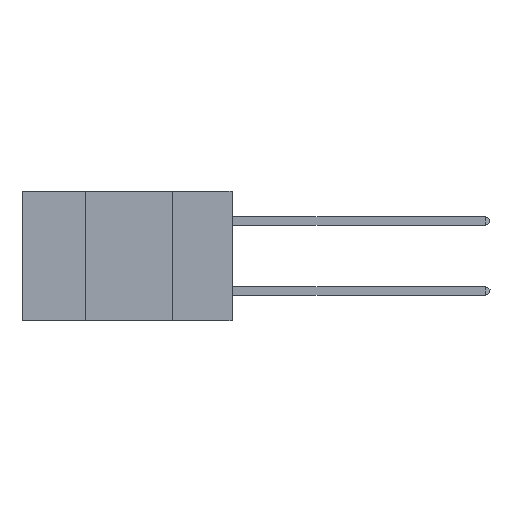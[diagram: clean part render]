
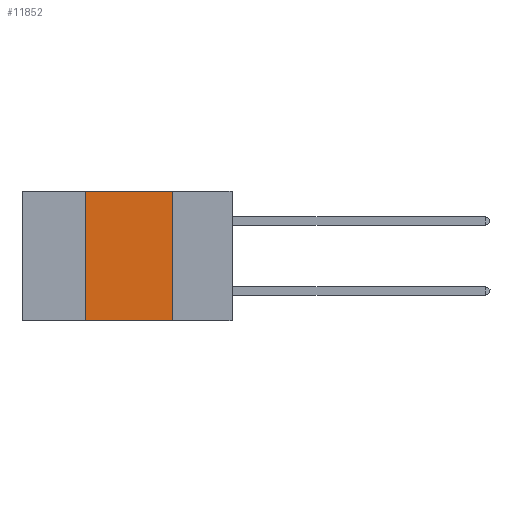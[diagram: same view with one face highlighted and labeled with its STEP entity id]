
A CAD part, left-side view. The second image highlights one B-rep face of the part: STEP entity #11852.
In plain terms, the highlighted planar face has unit normal (-1, 0, 0).
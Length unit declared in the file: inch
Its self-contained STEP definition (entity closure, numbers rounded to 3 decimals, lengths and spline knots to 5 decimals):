
#495 = ORIENTED_EDGE ( 'NONE', *, *, #13309, .F. ) ;
#1076 = DIRECTION ( 'NONE',  ( 0., 0., -1. ) ) ;
#1419 = VERTEX_POINT ( 'NONE', #1925 ) ;
#1760 = EDGE_LOOP ( 'NONE', ( #495, #12031, #10537, #7973 ) ) ;
#1925 = CARTESIAN_POINT ( 'NONE',  ( 0., 0.42, -0.37 ) ) ;
#2247 = EDGE_CURVE ( 'NONE', #1419, #3676, #9201, .T. ) ;
#2485 = VERTEX_POINT ( 'NONE', #10966 ) ;
#2896 = CARTESIAN_POINT ( 'NONE',  ( 0., 0.42, 0. ) ) ;
#3017 = DIRECTION ( 'NONE',  ( 0., 0., -1. ) ) ;
#3114 = CARTESIAN_POINT ( 'NONE',  ( 0., 0.6, -0.37 ) ) ;
#3676 = VERTEX_POINT ( 'NONE', #4179 ) ;
#4179 = CARTESIAN_POINT ( 'NONE',  ( 0., 0.17, -0.37 ) ) ;
#4239 = DIRECTION ( 'NONE',  ( 1., 0., 0. ) ) ;
#4335 = DIRECTION ( 'NONE',  ( 0., -1., 0. ) ) ;
#4452 = EDGE_CURVE ( 'NONE', #2485, #8017, #15547, .T. ) ;
#6421 = CARTESIAN_POINT ( 'NONE',  ( 0., 0.6, 0. ) ) ;
#6767 = CARTESIAN_POINT ( 'NONE',  ( 0., 0.17, 0. ) ) ;
#6803 = DIRECTION ( 'NONE',  ( 0., -1., 0. ) ) ;
#7082 = LINE ( 'NONE', #10884, #15017 ) ;
#7964 = FACE_OUTER_BOUND ( 'NONE', #1760, .T. ) ;
#7973 = ORIENTED_EDGE ( 'NONE', *, *, #2247, .T. ) ;
#8017 = VERTEX_POINT ( 'NONE', #6767 ) ;
#9071 = LINE ( 'NONE', #2896, #15523 ) ;
#9088 = CARTESIAN_POINT ( 'NONE',  ( 0., 0.6, 0. ) ) ;
#9201 = LINE ( 'NONE', #3114, #9497 ) ;
#9497 = VECTOR ( 'NONE', #4335, 39.37008 ) ;
#9756 = AXIS2_PLACEMENT_3D ( 'NONE', #6421, #4239, #3017 ) ;
#10537 = ORIENTED_EDGE ( 'NONE', *, *, #12254, .F. ) ;
#10756 = DIRECTION ( 'NONE',  ( 0., 0., 1. ) ) ;
#10884 = CARTESIAN_POINT ( 'NONE',  ( 0., 0.17, 0. ) ) ;
#10966 = CARTESIAN_POINT ( 'NONE',  ( 0., 0.42, 0. ) ) ;
#11852 = ADVANCED_FACE ( 'NONE', ( #7964 ), #12813, .F. ) ;
#12031 = ORIENTED_EDGE ( 'NONE', *, *, #4452, .F. ) ;
#12254 = EDGE_CURVE ( 'NONE', #1419, #2485, #9071, .T. ) ;
#12813 = PLANE ( 'NONE',  #9756 ) ;
#13309 = EDGE_CURVE ( 'NONE', #8017, #3676, #7082, .T. ) ;
#15017 = VECTOR ( 'NONE', #1076, 39.37008 ) ;
#15523 = VECTOR ( 'NONE', #10756, 39.37008 ) ;
#15547 = LINE ( 'NONE', #9088, #15957 ) ;
#15957 = VECTOR ( 'NONE', #6803, 39.37008 ) ;
